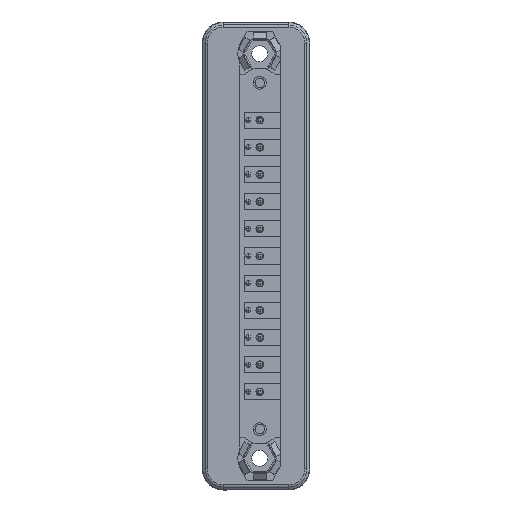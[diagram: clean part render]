
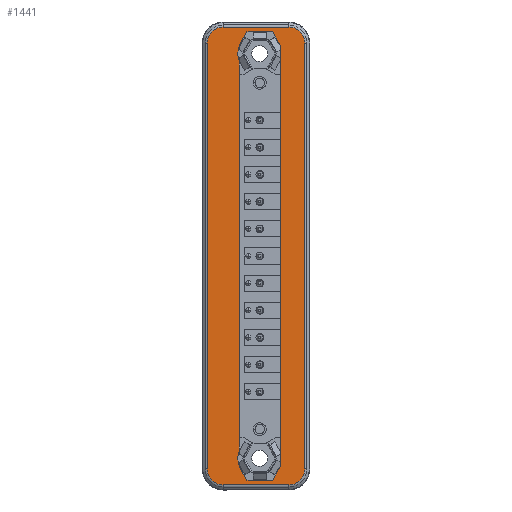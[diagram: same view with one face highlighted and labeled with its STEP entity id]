
A CAD part, front view. The second image highlights one B-rep face of the part: STEP entity #1441.
In plain terms, the highlighted planar face has unit normal (0, -1, 0).
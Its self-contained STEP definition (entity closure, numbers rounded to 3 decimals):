
#1441=ADVANCED_FACE('',(#3924,#3925),#3926,.T.);
#3924=FACE_OUTER_BOUND('',#7513,.T.);
#3925=FACE_BOUND('',#7514,.T.);
#3926=PLANE('',#7515);
#7513=EDGE_LOOP('',(#11743,#11744,#11745,#11746,#11747,#11748,#11749,#11750));
#7514=EDGE_LOOP('',(#11751,#11752,#11753,#11754,#11755,#11756,#11757,#11758,#11759,#11760,#11761,#11762));
#7515=AXIS2_PLACEMENT_3D('',#11763,#11764,#11765);
#11743=ORIENTED_EDGE('',*,*,#21424,.F.);
#11744=ORIENTED_EDGE('',*,*,#21425,.F.);
#11745=ORIENTED_EDGE('',*,*,#21426,.F.);
#11746=ORIENTED_EDGE('',*,*,#21427,.F.);
#11747=ORIENTED_EDGE('',*,*,#21428,.T.);
#11748=ORIENTED_EDGE('',*,*,#21429,.T.);
#11749=ORIENTED_EDGE('',*,*,#21430,.T.);
#11750=ORIENTED_EDGE('',*,*,#21431,.T.);
#11751=ORIENTED_EDGE('',*,*,#21432,.T.);
#11752=ORIENTED_EDGE('',*,*,#21433,.T.);
#11753=ORIENTED_EDGE('',*,*,#21434,.T.);
#11754=ORIENTED_EDGE('',*,*,#21435,.T.);
#11755=ORIENTED_EDGE('',*,*,#21436,.F.);
#11756=ORIENTED_EDGE('',*,*,#21437,.T.);
#11757=ORIENTED_EDGE('',*,*,#21438,.T.);
#11758=ORIENTED_EDGE('',*,*,#21439,.F.);
#11759=ORIENTED_EDGE('',*,*,#21440,.T.);
#11760=ORIENTED_EDGE('',*,*,#21441,.F.);
#11761=ORIENTED_EDGE('',*,*,#21442,.T.);
#11762=ORIENTED_EDGE('',*,*,#21443,.T.);
#11763=CARTESIAN_POINT('',(-4.1,5.65,-52.315));
#11764=DIRECTION('',(0.,-1.0,0.));
#11765=DIRECTION('',(0.,0.,1.0));
#21424=EDGE_CURVE('',#25760,#25761,#25762,.T.);
#21425=EDGE_CURVE('',#25763,#25760,#25764,.T.);
#21426=EDGE_CURVE('',#25765,#25763,#25766,.T.);
#21427=EDGE_CURVE('',#25767,#25765,#25768,.T.);
#21428=EDGE_CURVE('',#25767,#25769,#25770,.T.);
#21429=EDGE_CURVE('',#25769,#25771,#25772,.T.);
#21430=EDGE_CURVE('',#25771,#25773,#25774,.T.);
#21431=EDGE_CURVE('',#25773,#25761,#25775,.T.);
#21432=EDGE_CURVE('',#25776,#25777,#25778,.T.);
#21433=EDGE_CURVE('',#25777,#25779,#25780,.T.);
#21434=EDGE_CURVE('',#25779,#25781,#25782,.T.);
#21435=EDGE_CURVE('',#25781,#25783,#25784,.T.);
#21436=EDGE_CURVE('',#25785,#25783,#25786,.T.);
#21437=EDGE_CURVE('',#25785,#25787,#25788,.T.);
#21438=EDGE_CURVE('',#25787,#25789,#25790,.T.);
#21439=EDGE_CURVE('',#25791,#25789,#25792,.T.);
#21440=EDGE_CURVE('',#25791,#25793,#25794,.T.);
#21441=EDGE_CURVE('',#25795,#25793,#25796,.T.);
#21442=EDGE_CURVE('',#25795,#25797,#25798,.T.);
#21443=EDGE_CURVE('',#25797,#25776,#25799,.T.);
#25760=VERTEX_POINT('',#31689);
#25761=VERTEX_POINT('',#31690);
#25762=LINE('',#31691,#31692);
#25763=VERTEX_POINT('',#31693);
#25764=CIRCLE('',#31694,3.0);
#25765=VERTEX_POINT('',#31695);
#25766=LINE('',#31696,#31697);
#25767=VERTEX_POINT('',#31698);
#25768=CIRCLE('',#31699,3.0);
#25769=VERTEX_POINT('',#31700);
#25770=LINE('',#31701,#31702);
#25771=VERTEX_POINT('',#31703);
#25772=CIRCLE('',#31704,3.0);
#25773=VERTEX_POINT('',#31705);
#25774=LINE('',#31706,#31707);
#25775=CIRCLE('',#31708,3.0);
#25776=VERTEX_POINT('',#31709);
#25777=VERTEX_POINT('',#31710);
#25778=LINE('',#31711,#31712);
#25779=VERTEX_POINT('',#31713);
#25780=LINE('',#31714,#31715);
#25781=VERTEX_POINT('',#31716);
#25782=LINE('',#31717,#31718);
#25783=VERTEX_POINT('',#31719);
#25784=LINE('',#31720,#31721);
#25785=VERTEX_POINT('',#31722);
#25786=LINE('',#31723,#31724);
#25787=VERTEX_POINT('',#31725);
#25788=CIRCLE('',#31726,4.1);
#25789=VERTEX_POINT('',#31727);
#25790=LINE('',#31728,#31729);
#25791=VERTEX_POINT('',#31730);
#25792=CIRCLE('',#31731,4.1);
#25793=VERTEX_POINT('',#31732);
#25794=LINE('',#31733,#31734);
#25795=VERTEX_POINT('',#31735);
#25796=LINE('',#31736,#31737);
#25797=VERTEX_POINT('',#31738);
#25798=LINE('',#31739,#31740);
#25799=LINE('',#31741,#31742);
#31689=CARTESIAN_POINT('',(8.4,5.65,14.42));
#31690=CARTESIAN_POINT('',(8.4,5.65,-65.22));
#31691=CARTESIAN_POINT('',(8.4,5.65,-52.315));
#31692=VECTOR('',#38631,1.0);
#31693=CARTESIAN_POINT('',(5.4,5.65,17.42));
#31694=AXIS2_PLACEMENT_3D('',#38632,#38633,#38634);
#31695=CARTESIAN_POINT('',(-6.8,5.65,17.42));
#31696=CARTESIAN_POINT('',(41.643,5.65,17.42));
#31697=VECTOR('',#38635,1.0);
#31698=CARTESIAN_POINT('',(-9.8,5.65,14.42));
#31699=AXIS2_PLACEMENT_3D('',#38636,#38637,#38638);
#31700=CARTESIAN_POINT('',(-9.8,5.65,-65.22));
#31701=CARTESIAN_POINT('',(-9.8,5.65,-34.045));
#31702=VECTOR('',#38639,1.0);
#31703=CARTESIAN_POINT('',(-6.8,5.65,-68.22));
#31704=AXIS2_PLACEMENT_3D('',#38640,#38641,#38642);
#31705=CARTESIAN_POINT('',(5.4,5.65,-68.22));
#31706=CARTESIAN_POINT('',(41.643,5.65,-68.22));
#31707=VECTOR('',#38643,1.0);
#31708=AXIS2_PLACEMENT_3D('',#38644,#38645,#38646);
#31709=CARTESIAN_POINT('',(3.87,5.65,13.977));
#31710=CARTESIAN_POINT('',(3.87,5.65,-64.777));
#31711=CARTESIAN_POINT('',(3.87,5.65,-45.72));
#31712=VECTOR('',#38647,1.0);
#31713=CARTESIAN_POINT('',(2.384,5.65,-67.35));
#31714=CARTESIAN_POINT('',(14.873,5.65,-45.72));
#31715=VECTOR('',#38648,1.0);
#31716=CARTESIAN_POINT('',(-2.384,5.65,-67.35));
#31717=CARTESIAN_POINT('',(41.643,5.65,-67.35));
#31718=VECTOR('',#38649,1.0);
#31719=CARTESIAN_POINT('',(-3.8,5.65,-64.898));
#31720=CARTESIAN_POINT('',(-14.873,5.65,-45.72));
#31721=VECTOR('',#38650,1.0);
#31722=CARTESIAN_POINT('',(-3.8,5.65,-64.759));
#31723=CARTESIAN_POINT('',(-3.8,5.65,-45.72));
#31724=VECTOR('',#38651,1.0);
#31725=CARTESIAN_POINT('',(-3.8,5.65,-61.681));
#31726=AXIS2_PLACEMENT_3D('',#38652,#38653,#38654);
#31727=CARTESIAN_POINT('',(-3.8,5.65,10.881));
#31728=CARTESIAN_POINT('',(-3.8,5.65,-25.4));
#31729=VECTOR('',#38655,1.0);
#31730=CARTESIAN_POINT('',(-3.8,5.65,13.959));
#31731=AXIS2_PLACEMENT_3D('',#38656,#38657,#38658);
#31732=CARTESIAN_POINT('',(-3.8,5.65,14.098));
#31733=CARTESIAN_POINT('',(-3.8,5.65,0.));
#31734=VECTOR('',#38659,1.0);
#31735=CARTESIAN_POINT('',(-2.384,5.65,16.55));
#31736=CARTESIAN_POINT('',(-11.94,5.65,0.));
#31737=VECTOR('',#38660,1.0);
#31738=CARTESIAN_POINT('',(2.384,5.65,16.55));
#31739=CARTESIAN_POINT('',(41.643,5.65,16.55));
#31740=VECTOR('',#38661,1.0);
#31741=CARTESIAN_POINT('',(11.94,5.65,0.));
#31742=VECTOR('',#38662,1.0);
#38631=DIRECTION('',(0.,0.,-1.0));
#38632=CARTESIAN_POINT('',(5.4,5.65,14.42));
#38633=DIRECTION('',(0.,1.0,0.));
#38634=DIRECTION('',(1.0,0.,0.));
#38635=DIRECTION('',(1.0,0.,0.));
#38636=CARTESIAN_POINT('',(-6.8,5.65,14.42));
#38637=DIRECTION('',(0.,1.0,0.));
#38638=DIRECTION('',(1.0,0.,0.));
#38639=DIRECTION('',(0.,0.,-1.0));
#38640=CARTESIAN_POINT('',(-6.8,5.65,-65.22));
#38641=DIRECTION('',(0.,-1.0,0.));
#38642=DIRECTION('',(1.0,0.,0.));
#38643=DIRECTION('',(1.0,0.,0.));
#38644=CARTESIAN_POINT('',(5.4,5.65,-65.22));
#38645=DIRECTION('',(0.,-1.0,0.));
#38646=DIRECTION('',(1.0,0.,0.));
#38647=DIRECTION('',(0.,0.,-1.0));
#38648=DIRECTION('',(-0.5,0.,-0.866));
#38649=DIRECTION('',(-1.0,0.,0.));
#38650=DIRECTION('',(-0.5,0.,0.866));
#38651=DIRECTION('',(0.,0.,-1.0));
#38652=CARTESIAN_POINT('',(0.,5.65,-63.22));
#38653=DIRECTION('',(0.,1.0,0.));
#38654=DIRECTION('',(0.,0.,-1.0));
#38655=DIRECTION('',(0.,0.,1.0));
#38656=CARTESIAN_POINT('',(0.,5.65,12.42));
#38657=DIRECTION('',(0.,-1.0,0.));
#38658=DIRECTION('',(0.,0.,1.0));
#38659=DIRECTION('',(0.,0.,1.0));
#38660=DIRECTION('',(-0.5,0.,-0.866));
#38661=DIRECTION('',(1.0,0.,0.));
#38662=DIRECTION('',(0.5,0.,-0.866));
